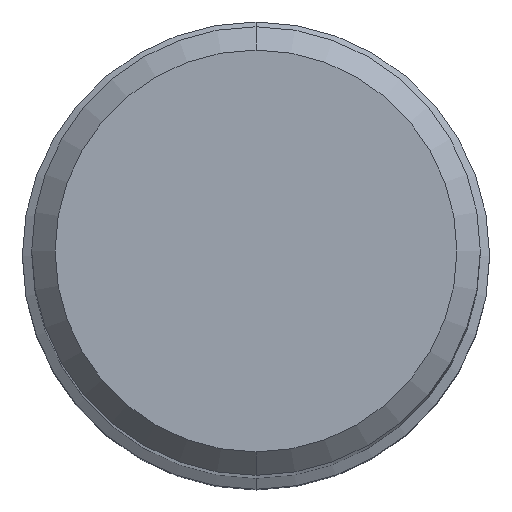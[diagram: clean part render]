
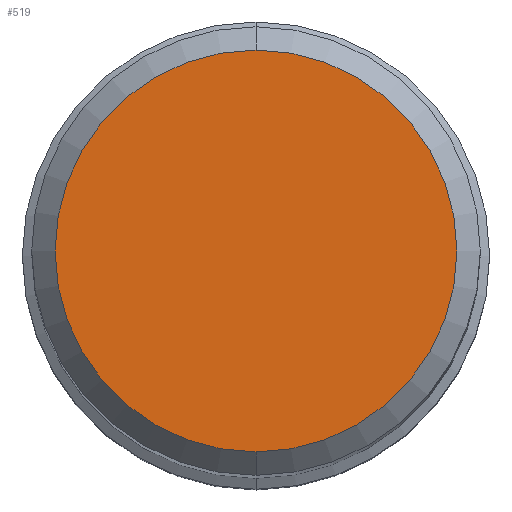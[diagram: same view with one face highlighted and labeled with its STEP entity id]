
A CAD part, top view. The second image highlights one B-rep face of the part: STEP entity #519.
In plain terms, the highlighted planar face has unit normal (0, 0, 1).
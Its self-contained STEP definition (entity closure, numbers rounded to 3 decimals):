
#239=EDGE_CURVE('',#501,#439,#629,.T.);
#439=VERTEX_POINT('',#853);
#501=VERTEX_POINT('',#922);
#517=EDGE_CURVE('',#439,#501,#938,.T.);
#519=ADVANCED_FACE('',(#940),#941,.T.);
#629=CIRCLE('',#1072,4.3);
#853=CARTESIAN_POINT('',(0.0,4.3,0.));
#922=CARTESIAN_POINT('',(0.,-4.3,0.));
#938=CIRCLE('',#1673,4.3);
#940=FACE_OUTER_BOUND('',#1675,.T.);
#941=PLANE('',#1676);
#1072=AXIS2_PLACEMENT_3D('',#1835,#1836,#1837);
#1673=AXIS2_PLACEMENT_3D('',#2194,#2195,#2196);
#1675=EDGE_LOOP('',(#2198,#2199));
#1676=AXIS2_PLACEMENT_3D('',#2200,#2201,#2202);
#1835=CARTESIAN_POINT('',(0.0,0.0,0.));
#1836=DIRECTION('',(0.0,0.0,-1.0));
#1837=DIRECTION('',(0.0,1.0,0.0));
#2194=CARTESIAN_POINT('',(0.0,0.0,0.));
#2195=DIRECTION('',(0.0,0.0,-1.0));
#2196=DIRECTION('',(0.0,1.0,0.0));
#2198=ORIENTED_EDGE('',*,*,#517,.F.);
#2199=ORIENTED_EDGE('',*,*,#239,.F.);
#2200=CARTESIAN_POINT('',(0.0,2.15,0.));
#2201=DIRECTION('',(-0.0,0.0,1.0));
#2202=DIRECTION('',(0.0,-1.0,0.0));
